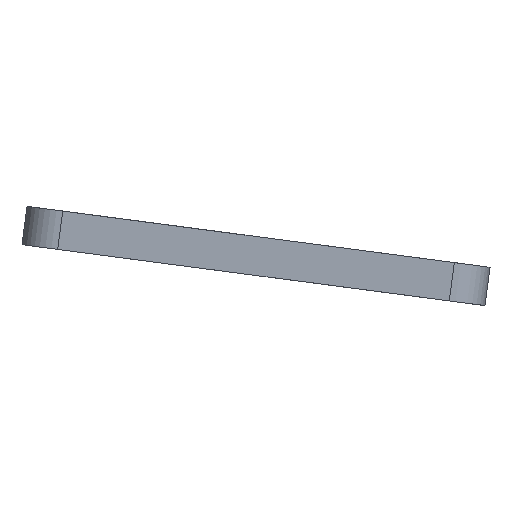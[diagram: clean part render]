
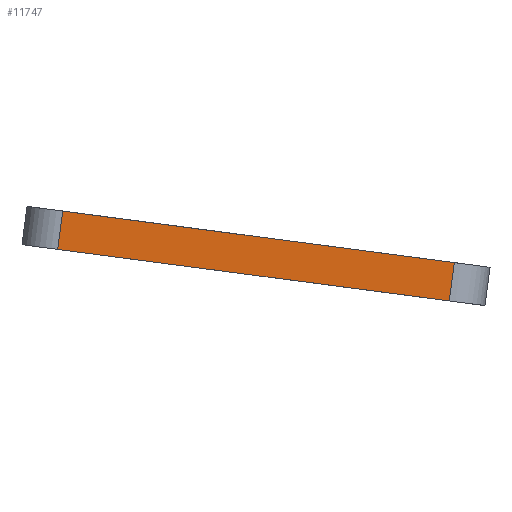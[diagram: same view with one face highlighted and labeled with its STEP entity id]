
A CAD part, left-side view. The second image highlights one B-rep face of the part: STEP entity #11747.
In plain terms, the highlighted planar face has unit normal (-1, 0, 0).
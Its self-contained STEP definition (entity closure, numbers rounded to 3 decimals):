
#309=PLANE('',#13046);
#898=FACE_OUTER_BOUND('',#1544,.T.);
#1544=EDGE_LOOP('',(#10798,#10799,#10800,#10801));
#1794=LINE('',#17881,#2856);
#2596=LINE('',#20171,#3658);
#2601=LINE('',#20186,#3663);
#2609=LINE('',#20199,#3671);
#2856=VECTOR('',#14016,10.);
#3658=VECTOR('',#16644,10.);
#3663=VECTOR('',#16657,10.);
#3671=VECTOR('',#16675,10.);
#4956=VERTEX_POINT('',#17877);
#4958=VERTEX_POINT('',#17880);
#5533=VERTEX_POINT('',#20169);
#5539=VERTEX_POINT('',#20184);
#6136=EDGE_CURVE('',#4958,#4956,#1794,.T.);
#7281=EDGE_CURVE('',#5533,#4956,#2596,.T.);
#7289=EDGE_CURVE('',#5533,#5539,#2601,.T.);
#7297=EDGE_CURVE('',#4958,#5539,#2609,.T.);
#10798=ORIENTED_EDGE('',*,*,#7281,.F.);
#10799=ORIENTED_EDGE('',*,*,#7289,.T.);
#10800=ORIENTED_EDGE('',*,*,#7297,.F.);
#10801=ORIENTED_EDGE('',*,*,#6136,.T.);
#11747=ADVANCED_FACE('',(#898),#309,.T.);
#13046=AXIS2_PLACEMENT_3D('',#20200,#16676,#16677);
#14016=DIRECTION('',(0.,0.991,0.131));
#16644=DIRECTION('',(0.,-0.131,0.991));
#16657=DIRECTION('',(0.,-0.991,-0.131));
#16675=DIRECTION('',(0.,0.131,-0.991));
#16676=DIRECTION('center_axis',(-1.,0.,0.));
#16677=DIRECTION('ref_axis',(0.,0.,1.));
#17877=CARTESIAN_POINT('',(-102.263,23.777,20.482));
#17880=CARTESIAN_POINT('',(-102.263,-27.927,13.675));
#17881=CARTESIAN_POINT('',(-102.263,13.33,19.106));
#20169=CARTESIAN_POINT('',(-102.263,24.443,15.425));
#20171=CARTESIAN_POINT('',(-102.263,24.276,16.689));
#20184=CARTESIAN_POINT('',(-102.263,-27.261,8.618));
#20186=CARTESIAN_POINT('',(-102.263,-16.814,9.994));
#20199=CARTESIAN_POINT('',(-102.263,-27.76,12.411));
#20200=CARTESIAN_POINT('Origin',(-102.263,-1.742,14.55));
